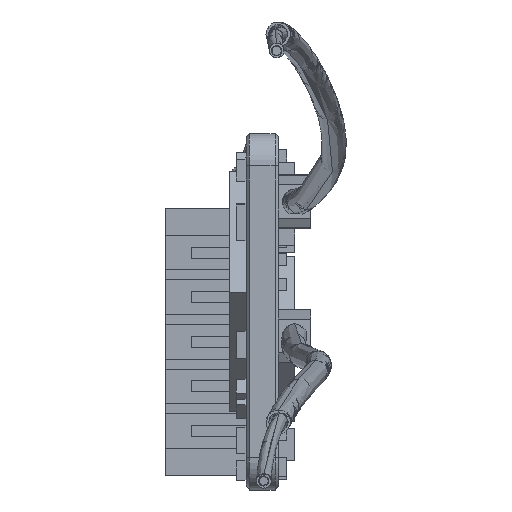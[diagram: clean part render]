
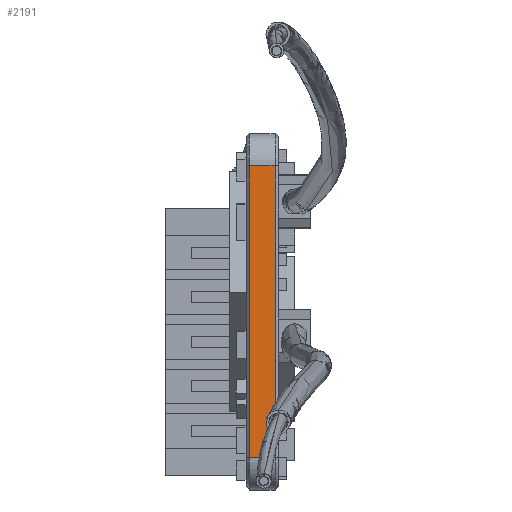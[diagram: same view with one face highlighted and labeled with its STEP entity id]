
A CAD part, left-side view. The second image highlights one B-rep face of the part: STEP entity #2191.
In plain terms, the highlighted planar face has unit normal (-1, 0, 0).
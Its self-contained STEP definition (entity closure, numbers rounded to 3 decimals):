
#1637 = EDGE_CURVE ( 'NONE', #3038, #5124, #11151, .T. ) ;
#2191 = ADVANCED_FACE ( 'NONE', ( #10120 ), #11557, .F. ) ;
#3038 = VERTEX_POINT ( 'NONE', #14333 ) ;
#4545 = CARTESIAN_POINT ( 'NONE',  ( -8., 0.1, -4.5 ) ) ;
#5089 = DIRECTION ( 'NONE',  ( 0., 0., -1. ) ) ;
#5124 = VERTEX_POINT ( 'NONE', #10944 ) ;
#5164 = VERTEX_POINT ( 'NONE', #16123 ) ;
#5248 = DIRECTION ( 'NONE',  ( 0., -1., 0. ) ) ;
#6082 = EDGE_LOOP ( 'NONE', ( #11695, #7689, #7350, #11368 ) ) ;
#6213 = VECTOR ( 'NONE', #8061, 1000. ) ;
#6420 = CARTESIAN_POINT ( 'NONE',  ( -8., 0.9, -4.5 ) ) ;
#7052 = DIRECTION ( 'NONE',  ( 0., 0., 1. ) ) ;
#7350 = ORIENTED_EDGE ( 'NONE', *, *, #15347, .T. ) ;
#7689 = ORIENTED_EDGE ( 'NONE', *, *, #1637, .T. ) ;
#7958 = EDGE_CURVE ( 'NONE', #5164, #9549, #16650, .T. ) ;
#8061 = DIRECTION ( 'NONE',  ( 0., -1., 0. ) ) ;
#8235 = VECTOR ( 'NONE', #5248, 1000. ) ;
#9549 = VERTEX_POINT ( 'NONE', #10834 ) ;
#10120 = FACE_OUTER_BOUND ( 'NONE', #6082, .T. ) ;
#10239 = EDGE_CURVE ( 'NONE', #3038, #9549, #11689, .T. ) ;
#10834 = CARTESIAN_POINT ( 'NONE',  ( -8., 0.1, 4.5 ) ) ;
#10944 = CARTESIAN_POINT ( 'NONE',  ( -8., 0.9, -4.5 ) ) ;
#11151 = LINE ( 'NONE', #6420, #12789 ) ;
#11368 = ORIENTED_EDGE ( 'NONE', *, *, #7958, .T. ) ;
#11557 = PLANE ( 'NONE',  #15517 ) ;
#11689 = LINE ( 'NONE', #15677, #8235 ) ;
#11695 = ORIENTED_EDGE ( 'NONE', *, *, #10239, .F. ) ;
#12789 = VECTOR ( 'NONE', #14090, 1000. ) ;
#12868 = CARTESIAN_POINT ( 'NONE',  ( -8., 1., -4.5 ) ) ;
#14090 = DIRECTION ( 'NONE',  ( 0., 0., -1. ) ) ;
#14333 = CARTESIAN_POINT ( 'NONE',  ( -8., 0.9, 4.5 ) ) ;
#15347 = EDGE_CURVE ( 'NONE', #5124, #5164, #15387, .T. ) ;
#15387 = LINE ( 'NONE', #15888, #6213 ) ;
#15517 = AXIS2_PLACEMENT_3D ( 'NONE', #12868, #16816, #5089 ) ;
#15677 = CARTESIAN_POINT ( 'NONE',  ( -8., 1., 4.5 ) ) ;
#15888 = CARTESIAN_POINT ( 'NONE',  ( -8., 1., -4.5 ) ) ;
#16123 = CARTESIAN_POINT ( 'NONE',  ( -8., 0.1, -4.5 ) ) ;
#16263 = VECTOR ( 'NONE', #7052, 1000. ) ;
#16650 = LINE ( 'NONE', #4545, #16263 ) ;
#16816 = DIRECTION ( 'NONE',  ( 1., 0., 0. ) ) ;
